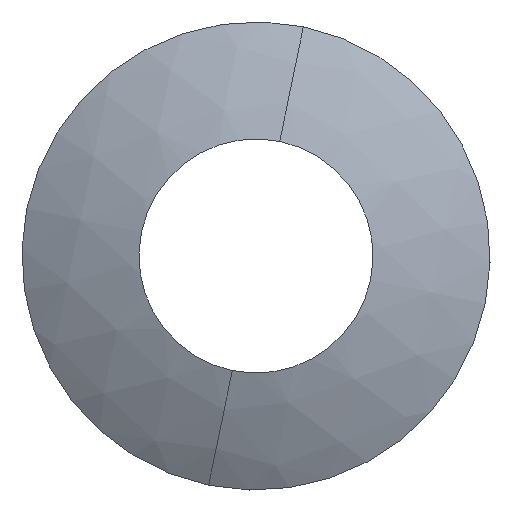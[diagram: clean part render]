
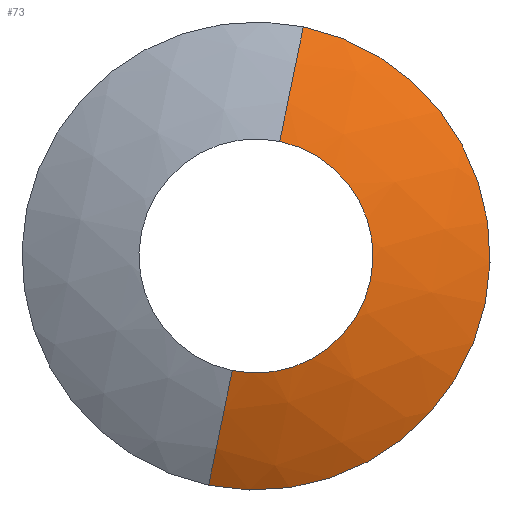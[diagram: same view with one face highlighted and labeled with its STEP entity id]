
A CAD part, front view. The second image highlights one B-rep face of the part: STEP entity #73.
In plain terms, the highlighted spherical face has radius 16 mm.
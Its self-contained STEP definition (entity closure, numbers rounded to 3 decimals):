
#7 = ORIENTED_EDGE ( 'NONE', *, *, #76, .F. ) ;
#8 = VERTEX_POINT ( 'NONE', #150 ) ;
#9 = EDGE_CURVE ( 'NONE', #8, #77, #106, .T. ) ;
#11 = EDGE_CURVE ( 'NONE', #8, #17, #109, .T. ) ;
#12 = ORIENTED_EDGE ( 'NONE', *, *, #11, .T. ) ;
#17 = VERTEX_POINT ( 'NONE', #125 ) ;
#73 = ADVANCED_FACE ( 'NONE', ( #215 ), #251, .T. ) ;
#74 = ORIENTED_EDGE ( 'NONE', *, *, #9, .F. ) ;
#75 = EDGE_CURVE ( 'NONE', #78, #230, #245, .T. ) ;
#76 = EDGE_CURVE ( 'NONE', #77, #112, #244, .T. ) ;
#77 = VERTEX_POINT ( 'NONE', #238 ) ;
#78 = VERTEX_POINT ( 'NONE', #201 ) ;
#80 = ORIENTED_EDGE ( 'NONE', *, *, #232, .F. ) ;
#82 = EDGE_CURVE ( 'NONE', #17, #78, #196, .T. ) ;
#98 = ORIENTED_EDGE ( 'NONE', *, *, #82, .T. ) ;
#99 = ORIENTED_EDGE ( 'NONE', *, *, #75, .T. ) ;
#101 = CARTESIAN_POINT ( 'NONE',  ( 0., 1.636, 0. ) ) ;
#103 = DIRECTION ( 'NONE',  ( 0., 0., -1. ) ) ;
#104 = CARTESIAN_POINT ( 'NONE',  ( 0., 15.492, 0. ) ) ;
#105 = AXIS2_PLACEMENT_3D ( 'NONE', #104, #103, #127 ) ;
#106 = CIRCLE ( 'NONE', #105, 16. ) ;
#109 = CIRCLE ( 'NONE', #124, 8. ) ;
#112 = VERTEX_POINT ( 'NONE', #261 ) ;
#120 = EDGE_LOOP ( 'NONE', ( #98, #99, #80, #7, #74, #12 ) ) ;
#123 = DIRECTION ( 'NONE',  ( 0., -1., 0. ) ) ;
#124 = AXIS2_PLACEMENT_3D ( 'NONE', #101, #123, #155 ) ;
#125 = CARTESIAN_POINT ( 'NONE',  ( 0., 1.636, 8. ) ) ;
#127 = DIRECTION ( 'NONE',  ( -1., 0., 0. ) ) ;
#150 = CARTESIAN_POINT ( 'NONE',  ( 8., 1.636, 0. ) ) ;
#155 = DIRECTION ( 'NONE',  ( 0., 0., -1. ) ) ;
#168 = AXIS2_PLACEMENT_3D ( 'NONE', #246, #217, #241 ) ;
#192 = DIRECTION ( 'NONE',  ( 0., 0., -1. ) ) ;
#193 = DIRECTION ( 'NONE',  ( 0., -1., 0. ) ) ;
#194 = CARTESIAN_POINT ( 'NONE',  ( 0., 1.636, 0. ) ) ;
#195 = AXIS2_PLACEMENT_3D ( 'NONE', #194, #193, #192 ) ;
#196 = CIRCLE ( 'NONE', #195, 8. ) ;
#201 = CARTESIAN_POINT ( 'NONE',  ( -8., 1.636, 0. ) ) ;
#203 = DIRECTION ( 'NONE',  ( 0., 0., -1. ) ) ;
#204 = DIRECTION ( 'NONE',  ( 0., -1., 0. ) ) ;
#215 = FACE_OUTER_BOUND ( 'NONE', #120, .T. ) ;
#217 = DIRECTION ( 'NONE',  ( 0., 0., 1. ) ) ;
#230 = VERTEX_POINT ( 'NONE', #286 ) ;
#232 = EDGE_CURVE ( 'NONE', #112, #230, #335, .T. ) ;
#234 = CARTESIAN_POINT ( 'NONE',  ( 0., 0., 0. ) ) ;
#236 = DIRECTION ( 'NONE',  ( 1., 0., 0. ) ) ;
#237 = DIRECTION ( 'NONE',  ( 0., 0., 1. ) ) ;
#238 = CARTESIAN_POINT ( 'NONE',  ( 4., 0., 0. ) ) ;
#239 = AXIS2_PLACEMENT_3D ( 'NONE', #234, #204, #203 ) ;
#240 = AXIS2_PLACEMENT_3D ( 'NONE', #242, #237, #236 ) ;
#241 = DIRECTION ( 'NONE',  ( 1., 0., 0. ) ) ;
#242 = CARTESIAN_POINT ( 'NONE',  ( 0., 15.492, 0. ) ) ;
#244 = CIRCLE ( 'NONE', #239, 4. ) ;
#245 = CIRCLE ( 'NONE', #240, 16. ) ;
#246 = CARTESIAN_POINT ( 'NONE',  ( 0., 15.492, 0. ) ) ;
#251 = SPHERICAL_SURFACE ( 'NONE', #168, 16. ) ;
#261 = CARTESIAN_POINT ( 'NONE',  ( 0., 0., 4. ) ) ;
#279 = DIRECTION ( 'NONE',  ( 0., 0., -1. ) ) ;
#286 = CARTESIAN_POINT ( 'NONE',  ( -4., 0., 0. ) ) ;
#326 = CARTESIAN_POINT ( 'NONE',  ( 0., 0., 0. ) ) ;
#335 = CIRCLE ( 'NONE', #348, 4. ) ;
#347 = DIRECTION ( 'NONE',  ( 0., -1., 0. ) ) ;
#348 = AXIS2_PLACEMENT_3D ( 'NONE', #326, #347, #279 ) ;
